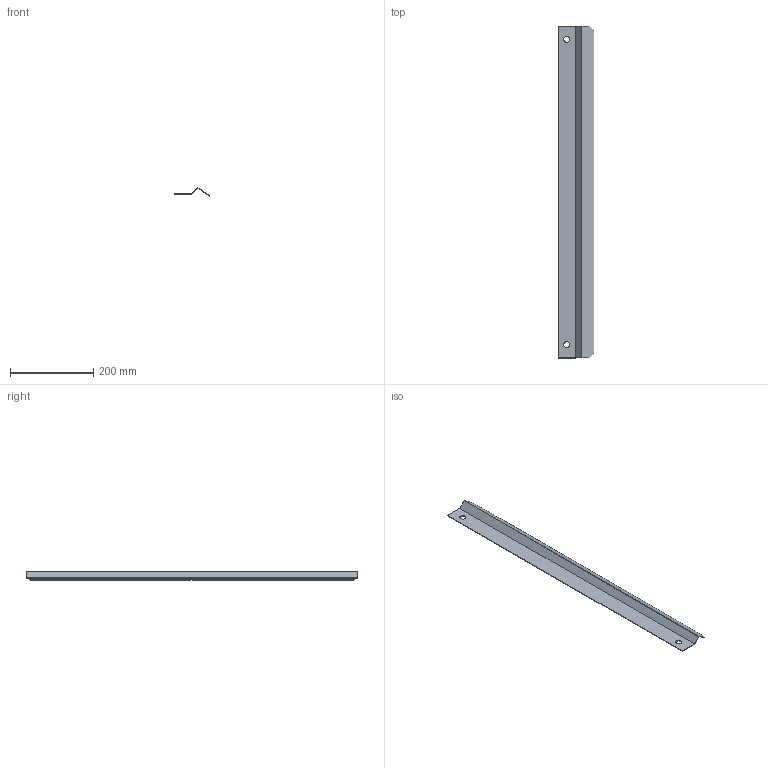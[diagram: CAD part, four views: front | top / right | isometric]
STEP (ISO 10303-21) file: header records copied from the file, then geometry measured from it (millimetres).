
FILE_DESCRIPTION (( 'STEP AP203' ), '1' );
FILE_NAME ('PFR080.step', '2021-06-30T17:19:14', ( 'ADC123' ), ( 'Microsoft' ), 'SwSTEP 2.0', 'SolidWorks 2021', '' );
FILE_SCHEMA (( 'CONFIG_CONTROL_DESIGN' ));
Length unit declared in the file: inch
Products named in the file (1): PFR080
Bounding box: 84.96 x 798 x 21.02 mm (x, y, z)
Volume: 115284.4 mm3; surface area: 156508.9 mm2
Topology: 1 solids, 1 shells, 14 faces, 36 edges, 24 vertices
Faces by surface type: plane 12, cylinder 2
Full cylindrical faces by diameter (mm): 14 x2
Entity records: 501 total; most frequent: CARTESIAN_POINT 73, ORIENTED_EDGE 68, DIRECTION 68, EDGE_CURVE 34, LINE 30, VECTOR 30, VERTEX_POINT 24, EDGE_LOOP 20
